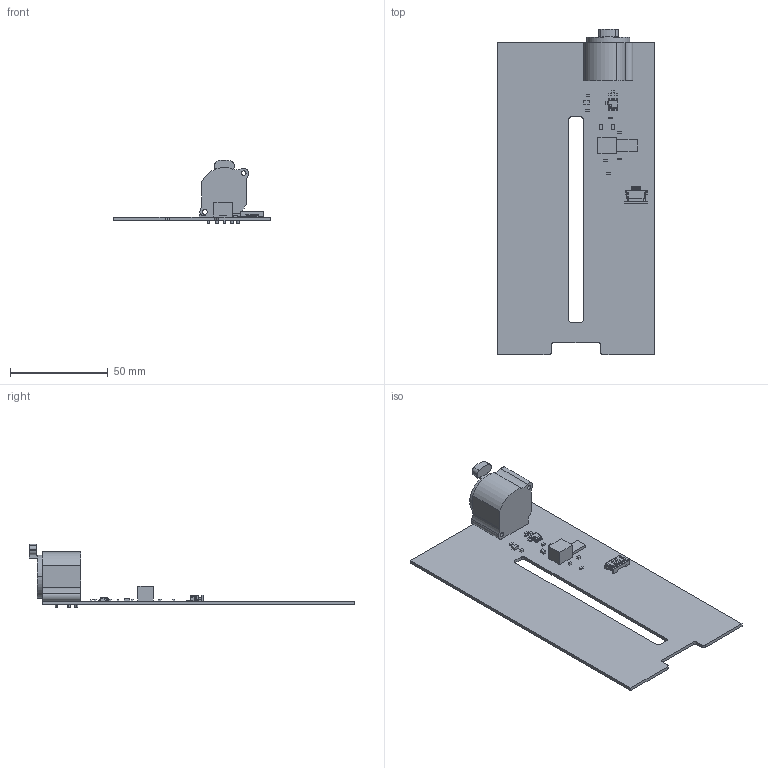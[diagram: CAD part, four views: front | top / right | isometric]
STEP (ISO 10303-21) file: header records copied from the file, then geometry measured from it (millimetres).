
FILE_DESCRIPTION(('Open CASCADE Model'),'2;1');
FILE_NAME('Open CASCADE Shape Model','2020-08-16T02:02:37',('Author'),( 'Open CASCADE'),'Open CASCADE STEP processor 6.8','Open CASCADE 6.8' ,'Unknown');
FILE_SCHEMA(('AUTOMOTIVE_DESIGN { 1 0 10303 214 1 1 1 1 }'));
Length unit declared in the file: millimetre
Products named in the file (54): PCB; Board; U1; SOIC-8akaD0008AakaM08A; M08A_ASM_82_ASM; BODY_M08A_35; LEAD_M08A_57; TIEBAR_M08A_2_ASM; MANIFOLD_SOLID_BREP_2784; MANIFOLD_SOLID_BREP_2935; MANIFOLD_SOLID_BREP_3086; MANIFOLD_SOLID_BREP_3237; J1; 522710579; Open CASCADE STEP translator 6.8 1.3.1.1; Open CASCADE STEP translator 6.8 1.3.1.2; X1; 875652976; Extruded; U8; 875653104; U6; 875653360; R18; 875653872; 875653488; R17; R16; D3; 875653616; D2; C23; 875654000; 875653744; C22; 875654384; 875654128; C21; C20; C19 ...
Assembly tree (88 placements, depth 6):
  PCB
    Board
    U1
      SOIC-8akaD0008AakaM08A
        M08A_ASM_82_ASM
          BODY_M08A_35
          LEAD_M08A_57  x8
          TIEBAR_M08A_2_ASM
            MANIFOLD_SOLID_BREP_2784
            MANIFOLD_SOLID_BREP_2935
            MANIFOLD_SOLID_BREP_3086
            MANIFOLD_SOLID_BREP_3237
    J1
      522710579
        Open CASCADE STEP translator 6.8 1.3.1.1
        Open CASCADE STEP translator 6.8 1.3.1.2
    X1
      875652976
        Extruded
    U8
      875653104
        Extruded
    U6
      875653360
        Extruded
    R18
      875653872  x2
        Extruded
      875653488
        Extruded
    R17
      875653872  x2
        Extruded
      875653488
        Extruded
    R16
      875653872  x2
        Extruded
      875653488
        Extruded
    D3
      875653616
        Extruded
    D2
      875653616
        Extruded
    C23
      875654000  x2
        Extruded
      875653744
        Extruded
    C22
      875654384  x2
        Extruded
      875654128
        Extruded
    C21
      875654384  x2
        Extruded
      875654128
Bounding box: 80.4 x 166.34 x 32.62 mm (x, y, z)
Volume: 30787.5 mm3; surface area: 31692.7 mm2
Topology: 54 solids, 54 shells, 862 faces, 2253 edges, 1516 vertices
Faces by surface type: plane 734, cylinder 118, sphere 10
Entity records: 20370 total; most frequent: CARTESIAN_POINT 3644, ORIENTED_EDGE 3268, DIRECTION 3175, EDGE_CURVE 1634, LINE 1473, VECTOR 1473, VERTEX_POINT 1062, AXIS2_PLACEMENT_3D 851
